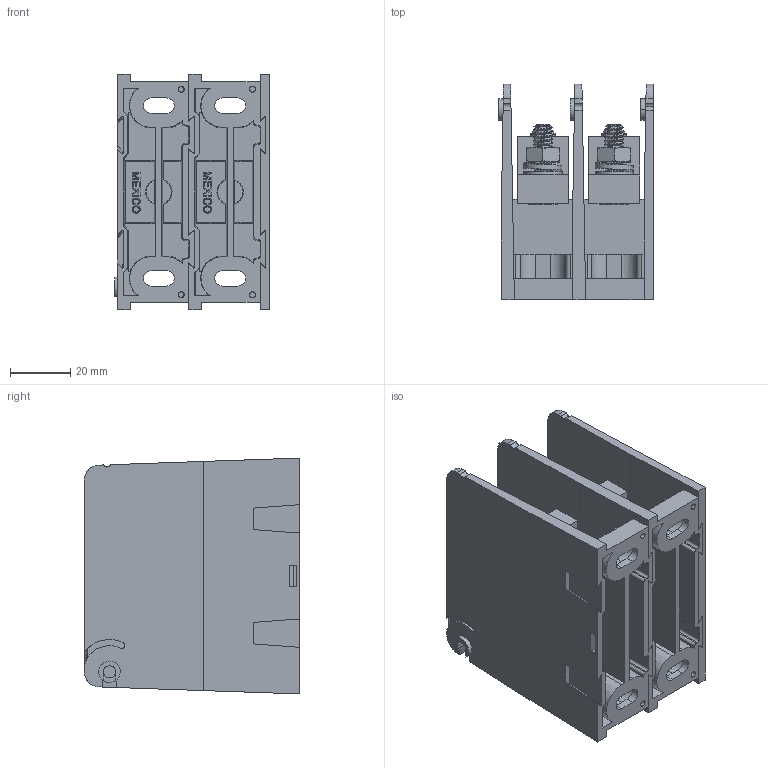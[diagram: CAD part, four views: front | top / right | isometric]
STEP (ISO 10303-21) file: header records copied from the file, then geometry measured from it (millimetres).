
FILE_DESCRIPTION (( 'STEP AP214' ), '1' );
FILE_NAME ('701924rev-2P.STEP', '2016-02-03T14:18:38', ( '' ), ( '' ), 'SwSTEP 2.0', 'SolidWorks 2014', '' );
FILE_SCHEMA (( 'AUTOMOTIVE_DESIGN' ));
Length unit declared in the file: inch
Products named in the file (11): F09917_91251A541; 410035; 330557; F08922_DEFAULT; C06314; F08955_.250-20; 701924rev-2P; F09002; F08973_F08973; C06314P; F08974
Assembly tree (13 placements, depth 3):
  701924rev-2P
    410035  x2
    330557
    C06314P  x2
      C06314
      F08955_.250-20
      F09002
      F08973_F08973
      F08974
      F09917_91251A541
    F08922_DEFAULT  x2
Bounding box: 51.16 x 71.37 x 78.11 mm (x, y, z)
Volume: 94547.4 mm3; surface area: 72746.7 mm2
Topology: 17 solids, 17 shells, 1198 faces, 3281 edges, 2158 vertices
Faces by surface type: cylinder 463, plane 463, cone 134, bspline 126, torus 8, sphere 4
Entity records: 25957 total; most frequent: CARTESIAN_POINT 11107, ORIENTED_EDGE 3410, DIRECTION 2540, EDGE_CURVE 1705, VERTEX_POINT 1121, VECTOR 904, LINE 904, AXIS2_PLACEMENT_3D 818
